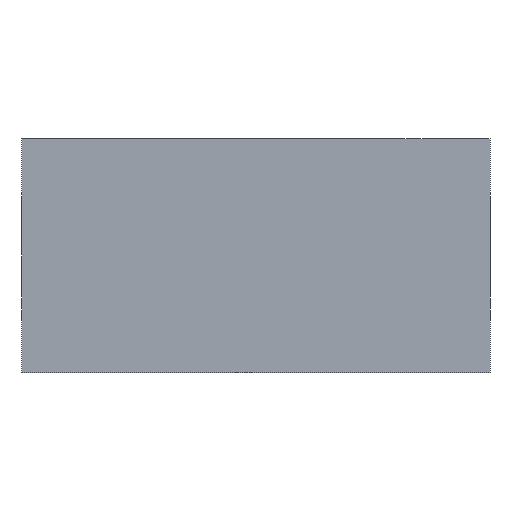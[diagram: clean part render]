
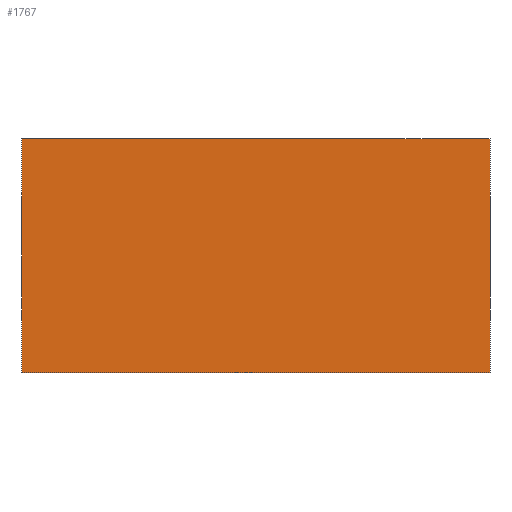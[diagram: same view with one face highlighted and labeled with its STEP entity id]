
A CAD part, front view. The second image highlights one B-rep face of the part: STEP entity #1767.
In plain terms, the highlighted planar face has unit normal (0, -1, 0).
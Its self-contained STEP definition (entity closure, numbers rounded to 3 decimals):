
#345 = CARTESIAN_POINT ( 'NONE',  ( -25., -14.55, 12.5 ) ) ;
#347 = FACE_OUTER_BOUND ( 'NONE', #4849, .T. ) ;
#348 = PLANE ( 'NONE',  #4824 ) ;
#351 = DIRECTION ( 'NONE',  ( 0., 1., 0. ) ) ;
#352 = DIRECTION ( 'NONE',  ( 0., 0., 1. ) ) ;
#689 = ORIENTED_EDGE ( 'NONE', *, *, #1890, .F. ) ;
#690 = ORIENTED_EDGE ( 'NONE', *, *, #931, .T. ) ;
#846 = ORIENTED_EDGE ( 'NONE', *, *, #1896, .F. ) ;
#848 = ORIENTED_EDGE ( 'NONE', *, *, #1884, .T. ) ;
#931 = EDGE_CURVE ( 'NONE', #3632, #3633, #4695, .T. ) ;
#1767 = ADVANCED_FACE ( 'NONE', ( #347 ), #348, .F. ) ;
#1884 = EDGE_CURVE ( 'NONE', #3633, #3634, #2907, .T. ) ;
#1890 = EDGE_CURVE ( 'NONE', #3632, #3630, #2926, .T. ) ;
#1896 = EDGE_CURVE ( 'NONE', #3630, #3634, #2944, .T. ) ;
#2904 = CARTESIAN_POINT ( 'NONE',  ( -25., -14.55, -12.5 ) ) ;
#2907 = LINE ( 'NONE', #2904, #3198 ) ;
#2911 = DIRECTION ( 'NONE',  ( 1., 0., 0. ) ) ;
#2926 = LINE ( 'NONE', #2927, #3207 ) ;
#2927 = CARTESIAN_POINT ( 'NONE',  ( -25., -14.55, 12.5 ) ) ;
#2928 = DIRECTION ( 'NONE',  ( 1., 0., 0. ) ) ;
#2944 = LINE ( 'NONE', #2945, #3215 ) ;
#2945 = CARTESIAN_POINT ( 'NONE',  ( 25., -14.55, 12.5 ) ) ;
#2946 = DIRECTION ( 'NONE',  ( 0., 0., -1. ) ) ;
#3198 = VECTOR ( 'NONE', #2911, 1000. ) ;
#3207 = VECTOR ( 'NONE', #2928, 1000. ) ;
#3215 = VECTOR ( 'NONE', #2946, 1000. ) ;
#3630 = VERTEX_POINT ( 'NONE', #4034 ) ;
#3632 = VERTEX_POINT ( 'NONE', #4036 ) ;
#3633 = VERTEX_POINT ( 'NONE', #4037 ) ;
#3634 = VERTEX_POINT ( 'NONE', #4038 ) ;
#4034 = CARTESIAN_POINT ( 'NONE',  ( 25., -14.55, 12.5 ) ) ;
#4036 = CARTESIAN_POINT ( 'NONE',  ( -25., -14.55, 12.5 ) ) ;
#4037 = CARTESIAN_POINT ( 'NONE',  ( -25., -14.55, -12.5 ) ) ;
#4038 = CARTESIAN_POINT ( 'NONE',  ( 25., -14.55, -12.5 ) ) ;
#4691 = CARTESIAN_POINT ( 'NONE',  ( -25., -14.55, 12.5 ) ) ;
#4695 = LINE ( 'NONE', #4691, #4931 ) ;
#4699 = DIRECTION ( 'NONE',  ( 0., 0., -1. ) ) ;
#4824 = AXIS2_PLACEMENT_3D ( 'NONE', #345, #351, #352 ) ;
#4849 = EDGE_LOOP ( 'NONE', ( #848, #846, #689, #690 ) ) ;
#4931 = VECTOR ( 'NONE', #4699, 1000. ) ;
